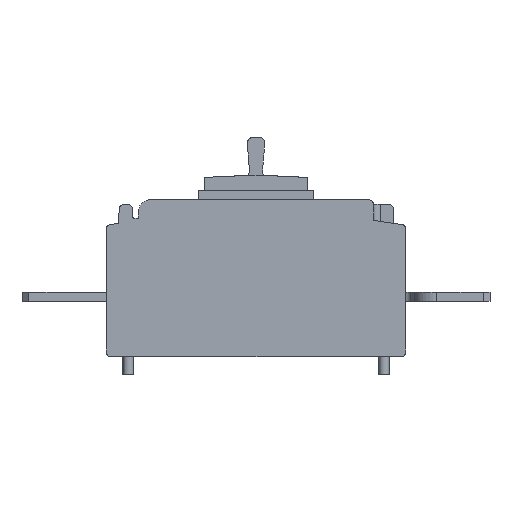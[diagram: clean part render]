
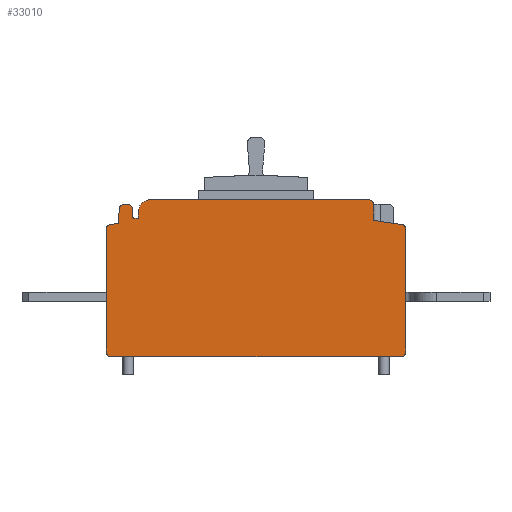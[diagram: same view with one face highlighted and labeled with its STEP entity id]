
A CAD part, left-side view. The second image highlights one B-rep face of the part: STEP entity #33010.
In plain terms, the highlighted planar face has unit normal (-1, 0, 0).
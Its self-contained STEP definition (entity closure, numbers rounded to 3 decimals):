
#30990=CARTESIAN_POINT('',(-105.,180.818,0.));
#31000=DIRECTION('',(1.,-0.,0.));
#31010=DIRECTION('',(0.,0.,-1.));
#31020=AXIS2_PLACEMENT_3D('',#30990,#31000,#31010);
#31030=PLANE('',#31020);
#31040=CARTESIAN_POINT('',(-105.,83.437,-108.475));
#31050=DIRECTION('',(-1.,0.,0.));
#31060=DIRECTION('',(0.,1.,0.));
#31070=AXIS2_PLACEMENT_3D('',#31040,#31050,#31060);
#31080=CIRCLE('',#31070,0.5);
#31090=CARTESIAN_POINT('',(-105.,83.937,-108.48));
#31100=VERTEX_POINT('',#31090);
#31110=CARTESIAN_POINT('',(-105.,83.511,-108.97));
#31120=VERTEX_POINT('',#31110);
#31130=EDGE_CURVE('',#31100,#31120,#31080,.T.);
#31140=ORIENTED_EDGE('',*,*,#31130,.F.);
#31150=CARTESIAN_POINT('',(-105.,0.,-121.405));
#31160=DIRECTION('',(0.,-0.989,-0.147));
#31170=VECTOR('',#31160,1.);
#31180=LINE('',#31150,#31170);
#31190=CARTESIAN_POINT('',(-105.,71.722,-110.725));
#31200=VERTEX_POINT('',#31190);
#31210=EDGE_CURVE('',#31120,#31200,#31180,.T.);
#31220=ORIENTED_EDGE('',*,*,#31210,.F.);
#31230=CARTESIAN_POINT('',(-105.,72.,-112.706));
#31240=DIRECTION('',(1.,0.,0.));
#31250=DIRECTION('',(0.,0.,-1.));
#31260=AXIS2_PLACEMENT_3D('',#31230,#31240,#31250);
#31270=CIRCLE('',#31260,2.);
#31280=CARTESIAN_POINT('',(-105.,70.,-112.706));
#31290=VERTEX_POINT('',#31280);
#31300=EDGE_CURVE('',#31200,#31290,#31270,.T.);
#31310=ORIENTED_EDGE('',*,*,#31300,.F.);
#31320=CARTESIAN_POINT('',(-105.,70.,0.));
#31330=DIRECTION('',(0.,0.,-1.));
#31340=VECTOR('',#31330,1.);
#31350=LINE('',#31320,#31340);
#31360=CARTESIAN_POINT('',(-105.,70.,-166.));
#31370=VERTEX_POINT('',#31360);
#31380=EDGE_CURVE('',#31290,#31370,#31350,.T.);
#31390=ORIENTED_EDGE('',*,*,#31380,.F.);
#31400=CARTESIAN_POINT('',(-105.,72.,-166.));
#31410=DIRECTION('',(1.,0.,0.));
#31420=DIRECTION('',(0.,0.,-1.));
#31430=AXIS2_PLACEMENT_3D('',#31400,#31410,#31420);
#31440=CIRCLE('',#31430,2.);
#31450=CARTESIAN_POINT('',(-105.,72.,-168.));
#31460=VERTEX_POINT('',#31450);
#31470=EDGE_CURVE('',#31370,#31460,#31440,.T.);
#31480=ORIENTED_EDGE('',*,*,#31470,.F.);
#31490=CARTESIAN_POINT('',(-105.,0.,-168.));
#31500=DIRECTION('',(0.,1.,0.));
#31510=VECTOR('',#31500,1.);
#31520=LINE('',#31490,#31510);
#31530=CARTESIAN_POINT('',(-105.,198.,-168.));
#31540=VERTEX_POINT('',#31530);
#31550=EDGE_CURVE('',#31460,#31540,#31520,.T.);
#31560=ORIENTED_EDGE('',*,*,#31550,.F.);
#31570=CARTESIAN_POINT('',(-105.,198.,-166.));
#31580=DIRECTION('',(1.,0.,0.));
#31590=DIRECTION('',(0.,0.,-1.));
#31600=AXIS2_PLACEMENT_3D('',#31570,#31580,#31590);
#31610=CIRCLE('',#31600,2.);
#31620=CARTESIAN_POINT('',(-105.,200.,-166.));
#31630=VERTEX_POINT('',#31620);
#31640=EDGE_CURVE('',#31540,#31630,#31610,.T.);
#31650=ORIENTED_EDGE('',*,*,#31640,.F.);
#31660=CARTESIAN_POINT('',(-105.,200.,0.));
#31670=DIRECTION('',(0.,0.,1.));
#31680=VECTOR('',#31670,1.);
#31690=LINE('',#31660,#31680);
#31700=CARTESIAN_POINT('',(-105.,200.,-112.706));
#31710=VERTEX_POINT('',#31700);
#31720=EDGE_CURVE('',#31630,#31710,#31690,.T.);
#31730=ORIENTED_EDGE('',*,*,#31720,.F.);
#31740=CARTESIAN_POINT('',(-105.,198.,-112.706));
#31750=DIRECTION('',(1.,0.,0.));
#31760=DIRECTION('',(0.,0.,-1.));
#31770=AXIS2_PLACEMENT_3D('',#31740,#31750,#31760);
#31780=CIRCLE('',#31770,2.);
#31790=CARTESIAN_POINT('',(-105.,198.278,-110.725));
#31800=VERTEX_POINT('',#31790);
#31810=EDGE_CURVE('',#31710,#31800,#31780,.T.);
#31820=ORIENTED_EDGE('',*,*,#31810,.F.);
#31830=CARTESIAN_POINT('',(-105.,0.,-83.131));
#31840=DIRECTION('',(0.,-0.99,0.138));
#31850=VECTOR('',#31840,1.);
#31860=LINE('',#31830,#31850);
#31870=CARTESIAN_POINT('',(-105.,194.93,-110.259));
#31880=VERTEX_POINT('',#31870);
#31890=EDGE_CURVE('',#31800,#31880,#31860,.T.);
#31900=ORIENTED_EDGE('',*,*,#31890,.F.);
#31910=CARTESIAN_POINT('',(-105.,195.,-109.764));
#31920=DIRECTION('',(1.,0.,0.));
#31930=DIRECTION('',(0.,0.,-1.));
#31940=AXIS2_PLACEMENT_3D('',#31910,#31920,#31930);
#31950=CIRCLE('',#31940,0.5);
#31960=CARTESIAN_POINT('',(-105.,194.5,-109.773));
#31970=VERTEX_POINT('',#31960);
#31980=EDGE_CURVE('',#31970,#31880,#31950,.T.);
#31990=ORIENTED_EDGE('',*,*,#31980,.T.);
#32000=CARTESIAN_POINT('',(-105.,192.584,0.));
#32010=DIRECTION('',(0.,-0.017,1.));
#32020=VECTOR('',#32010,1.);
#32030=LINE('',#32000,#32020);
#32040=CARTESIAN_POINT('',(-105.,194.399,-103.965));
#32050=VERTEX_POINT('',#32040);
#32060=EDGE_CURVE('',#31970,#32050,#32030,.T.);
#32070=ORIENTED_EDGE('',*,*,#32060,.F.);
#32080=CARTESIAN_POINT('',(-105.,192.399,-104.));
#32090=DIRECTION('',(1.,0.,0.));
#32100=DIRECTION('',(0.,0.,-1.));
#32110=AXIS2_PLACEMENT_3D('',#32080,#32090,#32100);
#32120=CIRCLE('',#32110,2.);
#32130=CARTESIAN_POINT('',(-105.,192.399,-102.));
#32140=VERTEX_POINT('',#32130);
#32150=EDGE_CURVE('',#32050,#32140,#32120,.T.);
#32160=ORIENTED_EDGE('',*,*,#32150,.F.);
#32170=CARTESIAN_POINT('',(-105.,0.,-102.));
#32180=DIRECTION('',(0.,-1.,0.));
#32190=VECTOR('',#32180,1.);
#32200=LINE('',#32170,#32190);
#32210=CARTESIAN_POINT('',(-105.,190.553,-102.));
#32220=VERTEX_POINT('',#32210);
#32230=EDGE_CURVE('',#32140,#32220,#32200,.T.);
#32240=ORIENTED_EDGE('',*,*,#32230,.F.);
#32250=CARTESIAN_POINT('',(-105.,190.553,-104.));
#32260=DIRECTION('',(1.,0.,0.));
#32270=DIRECTION('',(0.,0.,-1.));
#32280=AXIS2_PLACEMENT_3D('',#32250,#32260,#32270);
#32290=CIRCLE('',#32280,2.);
#32300=CARTESIAN_POINT('',(-105.,188.553,-103.965));
#32310=VERTEX_POINT('',#32300);
#32320=EDGE_CURVE('',#32220,#32310,#32290,.T.);
#32330=ORIENTED_EDGE('',*,*,#32320,.F.);
#32340=CARTESIAN_POINT('',(-105.,190.368,0.));
#32350=DIRECTION('',(0.,-0.017,-1.));
#32360=VECTOR('',#32350,1.);
#32370=LINE('',#32340,#32360);
#32380=CARTESIAN_POINT('',(-105.,188.5,-107.017));
#32390=VERTEX_POINT('',#32380);
#32400=EDGE_CURVE('',#32310,#32390,#32370,.T.);
#32410=ORIENTED_EDGE('',*,*,#32400,.F.);
#32420=CARTESIAN_POINT('',(-105.,187.5,-107.));
#32430=DIRECTION('',(1.,0.,0.));
#32440=DIRECTION('',(0.,0.,-1.));
#32450=AXIS2_PLACEMENT_3D('',#32420,#32430,#32440);
#32460=CIRCLE('',#32450,1.);
#32470=CARTESIAN_POINT('',(-105.,187.5,-108.));
#32480=VERTEX_POINT('',#32470);
#32490=EDGE_CURVE('',#32480,#32390,#32460,.T.);
#32500=ORIENTED_EDGE('',*,*,#32490,.T.);
#32510=CARTESIAN_POINT('',(-105.,0.,-108.));
#32520=DIRECTION('',(0.,-1.,0.));
#32530=VECTOR('',#32520,1.);
#32540=LINE('',#32510,#32530);
#32550=CARTESIAN_POINT('',(-105.,186.,-108.));
#32560=VERTEX_POINT('',#32550);
#32570=EDGE_CURVE('',#32480,#32560,#32540,.T.);
#32580=ORIENTED_EDGE('',*,*,#32570,.F.);
#32590=CARTESIAN_POINT('',(-105.,186.,0.));
#32600=DIRECTION('',(0.,0.,1.));
#32610=VECTOR('',#32600,1.);
#32620=LINE('',#32590,#32610);
#32630=CARTESIAN_POINT('',(-105.,186.,-105.));
#32640=VERTEX_POINT('',#32630);
#32650=EDGE_CURVE('',#32560,#32640,#32620,.T.);
#32660=ORIENTED_EDGE('',*,*,#32650,.F.);
#32670=CARTESIAN_POINT('',(-105.,181.,-105.));
#32680=DIRECTION('',(1.,0.,0.));
#32690=DIRECTION('',(0.,0.,-1.));
#32700=AXIS2_PLACEMENT_3D('',#32670,#32680,#32690);
#32710=CIRCLE('',#32700,5.);
#32720=CARTESIAN_POINT('',(-105.,181.,-100.));
#32730=VERTEX_POINT('',#32720);
#32740=EDGE_CURVE('',#32640,#32730,#32710,.T.);
#32750=ORIENTED_EDGE('',*,*,#32740,.F.);
#32760=CARTESIAN_POINT('',(-105.,0.,-100.));
#32770=DIRECTION('',(0.,-1.,0.));
#32780=VECTOR('',#32770,1.);
#32790=LINE('',#32760,#32780);
#32800=CARTESIAN_POINT('',(-105.,86.,-100.));
#32810=VERTEX_POINT('',#32800);
#32820=EDGE_CURVE('',#32730,#32810,#32790,.T.);
#32830=ORIENTED_EDGE('',*,*,#32820,.F.);
#32840=CARTESIAN_POINT('',(-105.,86.,-102.));
#32850=DIRECTION('',(1.,0.,0.));
#32860=DIRECTION('',(0.,0.,-1.));
#32870=AXIS2_PLACEMENT_3D('',#32840,#32850,#32860);
#32880=CIRCLE('',#32870,2.);
#32890=CARTESIAN_POINT('',(-105.,84.,-102.));
#32900=VERTEX_POINT('',#32890);
#32910=EDGE_CURVE('',#32810,#32900,#32880,.T.);
#32920=ORIENTED_EDGE('',*,*,#32910,.F.);
#32930=CARTESIAN_POINT('',(-105.,84.992,0.));
#32940=DIRECTION('',(0.,-0.01,-1.));
#32950=VECTOR('',#32940,1.);
#32960=LINE('',#32930,#32950);
#32970=EDGE_CURVE('',#32900,#31100,#32960,.T.);
#32980=ORIENTED_EDGE('',*,*,#32970,.F.);
#32990=EDGE_LOOP('',(#32980,#32920,#32830,#32750,#32660,#32580,#32500,
#32410,#32330,#32240,#32160,#32070,#31990,#31900,#31820,#31730,#31650,
#31560,#31480,#31390,#31310,#31220,#31140));
#33000=FACE_OUTER_BOUND('',#32990,.T.);
#33010=ADVANCED_FACE('',(#33000),#31030,.F.);
